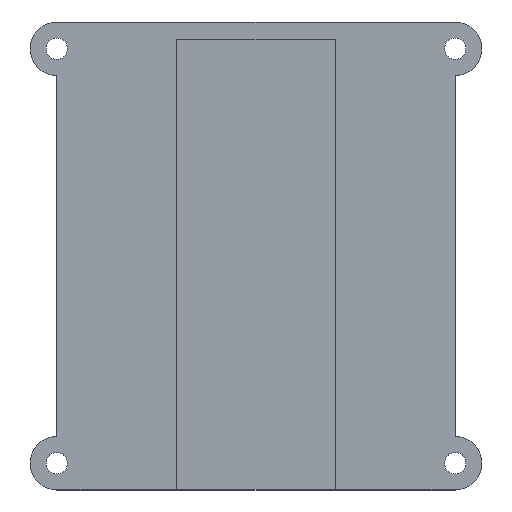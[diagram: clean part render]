
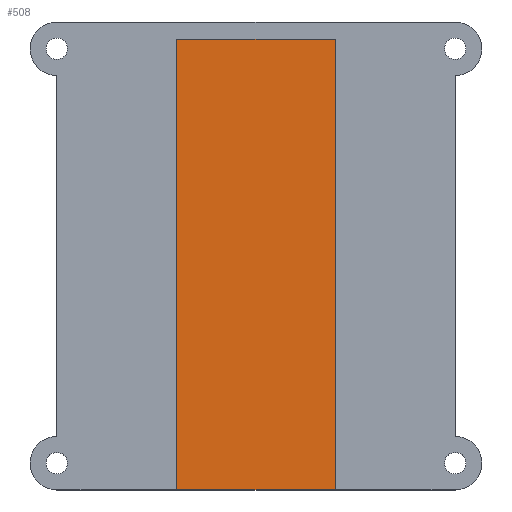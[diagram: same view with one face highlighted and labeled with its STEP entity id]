
A CAD part, top view. The second image highlights one B-rep face of the part: STEP entity #508.
In plain terms, the highlighted planar face has unit normal (0, 0, 1).
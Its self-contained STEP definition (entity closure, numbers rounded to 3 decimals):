
#5 = EDGE_CURVE ( 'NONE', #748, #688, #291, .T. ) ;
#102 = PLANE ( 'NONE',  #138 ) ;
#138 = AXIS2_PLACEMENT_3D ( 'NONE', #755, #817, #496 ) ;
#160 = ORIENTED_EDGE ( 'NONE', *, *, #596, .F. ) ;
#163 = VECTOR ( 'NONE', #716, 1000. ) ;
#198 = ORIENTED_EDGE ( 'NONE', *, *, #396, .T. ) ;
#244 = VERTEX_POINT ( 'NONE', #330 ) ;
#291 = LINE ( 'NONE', #568, #356 ) ;
#330 = CARTESIAN_POINT ( 'NONE',  ( -7.4, -21.85, 4.2 ) ) ;
#341 = CARTESIAN_POINT ( 'NONE',  ( -7.4, 20.25, 4.2 ) ) ;
#356 = VECTOR ( 'NONE', #827, 1000. ) ;
#358 = CARTESIAN_POINT ( 'NONE',  ( 0., -21.85, 4.2 ) ) ;
#386 = ORIENTED_EDGE ( 'NONE', *, *, #5, .T. ) ;
#396 = EDGE_CURVE ( 'NONE', #244, #748, #766, .T. ) ;
#446 = CARTESIAN_POINT ( 'NONE',  ( 0., 20.25, 4.2 ) ) ;
#456 = DIRECTION ( 'NONE',  ( 0., 1., 0. ) ) ;
#473 = CARTESIAN_POINT ( 'NONE',  ( 7.4, 20.25, 4.2 ) ) ;
#496 = DIRECTION ( 'NONE',  ( 1., 0., 0. ) ) ;
#504 = VECTOR ( 'NONE', #456, 1000. ) ;
#508 = ADVANCED_FACE ( 'NONE', ( #760 ), #102, .T. ) ;
#528 = CARTESIAN_POINT ( 'NONE',  ( -7.4, 0., 4.2 ) ) ;
#568 = CARTESIAN_POINT ( 'NONE',  ( 7.4, 0., 4.2 ) ) ;
#573 = EDGE_CURVE ( 'NONE', #244, #743, #719, .T. ) ;
#592 = EDGE_LOOP ( 'NONE', ( #160, #681, #198, #386 ) ) ;
#596 = EDGE_CURVE ( 'NONE', #743, #688, #774, .T. ) ;
#677 = CARTESIAN_POINT ( 'NONE',  ( 7.4, -21.85, 4.2 ) ) ;
#681 = ORIENTED_EDGE ( 'NONE', *, *, #573, .F. ) ;
#688 = VERTEX_POINT ( 'NONE', #473 ) ;
#689 = DIRECTION ( 'NONE',  ( 1., 0., 0. ) ) ;
#716 = DIRECTION ( 'NONE',  ( 1., 0., 0. ) ) ;
#719 = LINE ( 'NONE', #528, #504 ) ;
#730 = VECTOR ( 'NONE', #689, 1000. ) ;
#743 = VERTEX_POINT ( 'NONE', #341 ) ;
#748 = VERTEX_POINT ( 'NONE', #677 ) ;
#755 = CARTESIAN_POINT ( 'NONE',  ( 0., 0., 4.2 ) ) ;
#760 = FACE_OUTER_BOUND ( 'NONE', #592, .T. ) ;
#766 = LINE ( 'NONE', #358, #730 ) ;
#774 = LINE ( 'NONE', #446, #163 ) ;
#817 = DIRECTION ( 'NONE',  ( 0., 0., 1. ) ) ;
#827 = DIRECTION ( 'NONE',  ( 0., 1., 0. ) ) ;
